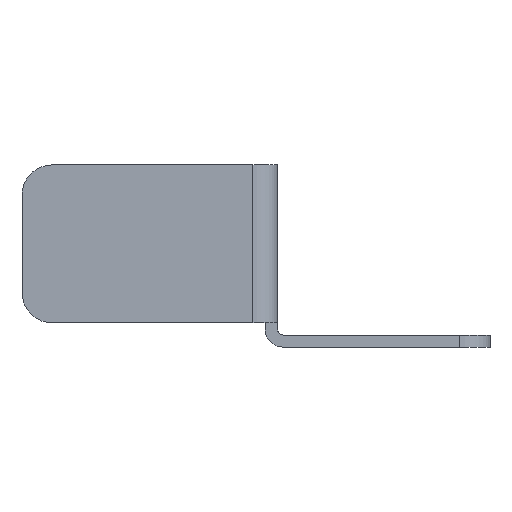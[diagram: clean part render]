
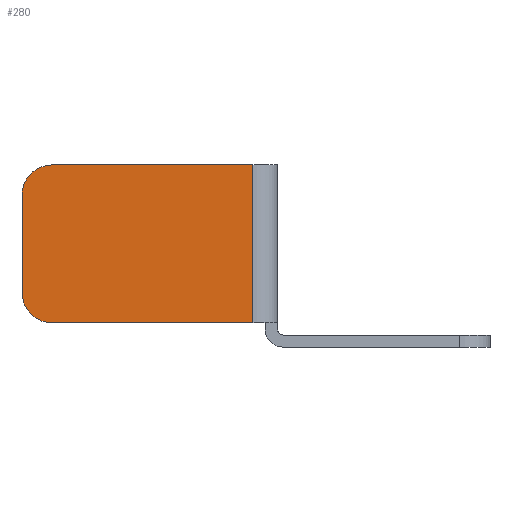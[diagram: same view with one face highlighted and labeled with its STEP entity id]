
A CAD part, front view. The second image highlights one B-rep face of the part: STEP entity #280.
In plain terms, the highlighted planar face has unit normal (0, -1, 0).
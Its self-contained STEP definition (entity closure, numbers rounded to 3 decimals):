
#53 = CARTESIAN_POINT ( 'NONE',  ( 83.5, -364., -353. ) ) ;
#65 = ORIENTED_EDGE ( 'NONE', *, *, #1089, .T. ) ;
#74 = CARTESIAN_POINT ( 'NONE',  ( 45.5, -364., -353. ) ) ;
#110 = VECTOR ( 'NONE', #332, 1000. ) ;
#174 = CARTESIAN_POINT ( 'NONE',  ( 45.5, -364., -348. ) ) ;
#191 = DIRECTION ( 'NONE',  ( 0., 0., -1. ) ) ;
#193 = AXIS2_PLACEMENT_3D ( 'NONE', #1104, #984, #191 ) ;
#199 = CARTESIAN_POINT ( 'NONE',  ( 50.5, -364., -332. ) ) ;
#210 = LINE ( 'NONE', #867, #1086 ) ;
#262 = DIRECTION ( 'NONE',  ( 0., 0., 1. ) ) ;
#270 = VERTEX_POINT ( 'NONE', #554 ) ;
#277 = VERTEX_POINT ( 'NONE', #1299 ) ;
#280 = ADVANCED_FACE ( 'NONE', ( #1070 ), #1072, .T. ) ;
#297 = VECTOR ( 'NONE', #561, 1000. ) ;
#332 = DIRECTION ( 'NONE',  ( 1., 0., 0. ) ) ;
#335 = CIRCLE ( 'NONE', #193, 5. ) ;
#353 = VERTEX_POINT ( 'NONE', #760 ) ;
#405 = AXIS2_PLACEMENT_3D ( 'NONE', #869, #857, #1293 ) ;
#413 = CARTESIAN_POINT ( 'NONE',  ( 45.5, -364., -327. ) ) ;
#441 = EDGE_CURVE ( 'NONE', #892, #1237, #335, .T. ) ;
#446 = ORIENTED_EDGE ( 'NONE', *, *, #950, .F. ) ;
#456 = EDGE_CURVE ( 'NONE', #1237, #754, #521, .T. ) ;
#483 = DIRECTION ( 'NONE',  ( 0., 0., -1. ) ) ;
#521 = LINE ( 'NONE', #74, #1324 ) ;
#554 = CARTESIAN_POINT ( 'NONE',  ( 83.5, -364., -327. ) ) ;
#561 = DIRECTION ( 'NONE',  ( 0., 0., 1. ) ) ;
#602 = CARTESIAN_POINT ( 'NONE',  ( 50.5, -364., -353. ) ) ;
#620 = EDGE_LOOP ( 'NONE', ( #446, #849, #1057, #1203, #783, #65 ) ) ;
#754 = VERTEX_POINT ( 'NONE', #1051 ) ;
#759 = EDGE_CURVE ( 'NONE', #353, #270, #988, .T. ) ;
#760 = CARTESIAN_POINT ( 'NONE',  ( 50.5, -364., -327. ) ) ;
#781 = LINE ( 'NONE', #53, #297 ) ;
#783 = ORIENTED_EDGE ( 'NONE', *, *, #759, .F. ) ;
#837 = CIRCLE ( 'NONE', #888, 5. ) ;
#849 = ORIENTED_EDGE ( 'NONE', *, *, #441, .T. ) ;
#857 = DIRECTION ( 'NONE',  ( 0., -1., 0. ) ) ;
#867 = CARTESIAN_POINT ( 'NONE',  ( 45.5, -364., -353. ) ) ;
#869 = CARTESIAN_POINT ( 'NONE',  ( 45.5, -364., -353. ) ) ;
#885 = DIRECTION ( 'NONE',  ( 1., 0., 0. ) ) ;
#888 = AXIS2_PLACEMENT_3D ( 'NONE', #199, #1209, #483 ) ;
#892 = VERTEX_POINT ( 'NONE', #174 ) ;
#950 = EDGE_CURVE ( 'NONE', #892, #277, #210, .T. ) ;
#968 = EDGE_CURVE ( 'NONE', #754, #270, #781, .T. ) ;
#984 = DIRECTION ( 'NONE',  ( 0., -1., 0. ) ) ;
#988 = LINE ( 'NONE', #413, #110 ) ;
#1051 = CARTESIAN_POINT ( 'NONE',  ( 83.5, -364., -353. ) ) ;
#1057 = ORIENTED_EDGE ( 'NONE', *, *, #456, .T. ) ;
#1070 = FACE_OUTER_BOUND ( 'NONE', #620, .T. ) ;
#1072 = PLANE ( 'NONE',  #405 ) ;
#1086 = VECTOR ( 'NONE', #262, 1000. ) ;
#1089 = EDGE_CURVE ( 'NONE', #353, #277, #837, .T. ) ;
#1104 = CARTESIAN_POINT ( 'NONE',  ( 50.5, -364., -348. ) ) ;
#1203 = ORIENTED_EDGE ( 'NONE', *, *, #968, .T. ) ;
#1209 = DIRECTION ( 'NONE',  ( 0., -1., 0. ) ) ;
#1237 = VERTEX_POINT ( 'NONE', #602 ) ;
#1293 = DIRECTION ( 'NONE',  ( 0., 0., -1. ) ) ;
#1299 = CARTESIAN_POINT ( 'NONE',  ( 45.5, -364., -332. ) ) ;
#1324 = VECTOR ( 'NONE', #885, 1000. ) ;
